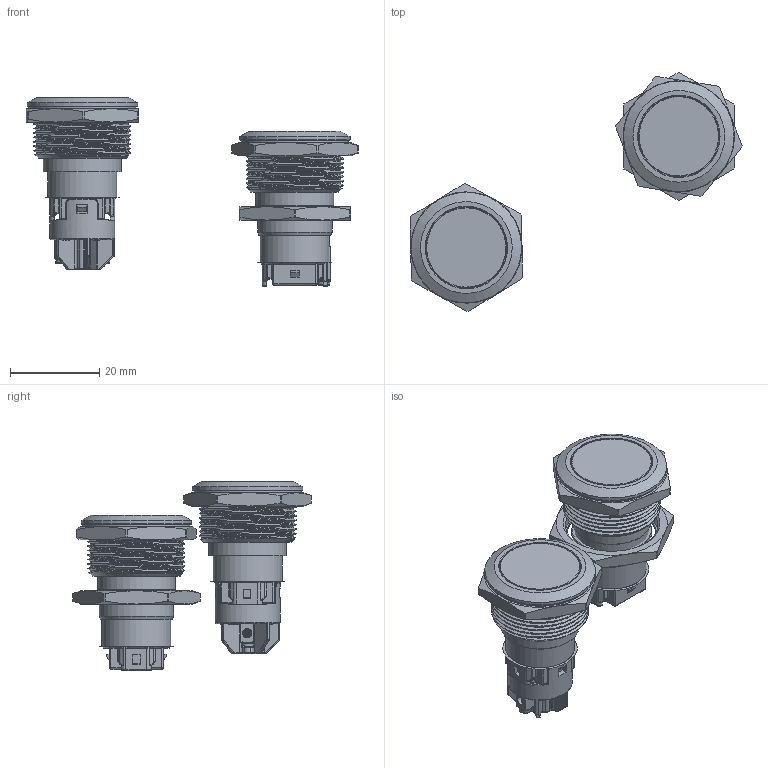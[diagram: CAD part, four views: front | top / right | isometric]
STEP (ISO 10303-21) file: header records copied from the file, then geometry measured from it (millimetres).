
FILE_DESCRIPTION( ( 'STEP AP214' ), '1' );
FILE_NAME( 'Asm 22mm non-illuminated pushbutton-screw.stp', '2014-05-13T07:43:10', ( ' ' ), ( ' ' ), 'XStep 1.0', ' ', ' ' );
FILE_SCHEMA( ( 'CONFIG_CONTROL_DESIGN) ( )' ) );
Length unit declared in the file: metre
Products named in the file (15): Assem1; Assem2; Assem3; Assem4; 182-22mm front ring-mo; 82-front rubber-22; 182-22mm fixing nut; 182-22mm-front cap_non light; 19_8; 20; 13_1; 14_3; 17_5; 24_19
Bounding box: 74.53 x 53.64 x 42.4 mm (x, y, z)
Volume: 22386.7 mm3; surface area: 22454.6 mm2
Topology: 32 solids, 38 shells, 2327 faces, 5887 edges, 3581 vertices
Faces by surface type: plane 992, cylinder 662, torus 236, bspline 185, cone 176, sphere 64, extrusion 12
Full cylindrical faces by diameter (mm): 1.5 x8, 1.9 x8, 14.6 x2, 15.5 x3, 15.996 x3, 16.7 x3, 16.8 x3, 17.5 x3, 18 x3, 18.3 x3, 20 x3, 20.4 x3, 20.8 x3, 24 x3, 24.8 x3
Entity records: 31712 total; most frequent: CARTESIAN_POINT 10588, ORIENTED_EDGE 4360, DIRECTION 4340, EDGE_CURVE 2182, AXIS2_PLACEMENT_3D 1624, VERTEX_POINT 1348, VECTOR 1092, LINE 1086
